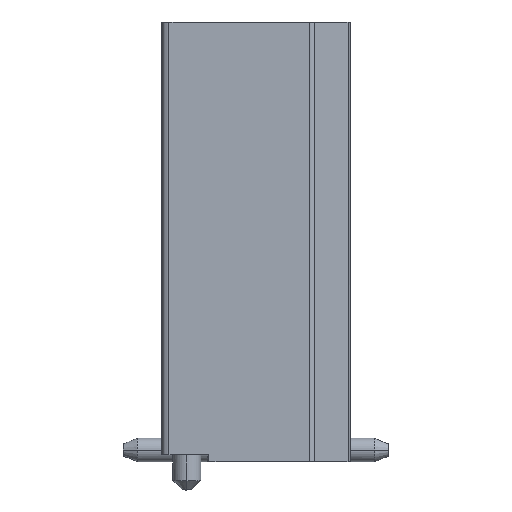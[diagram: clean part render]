
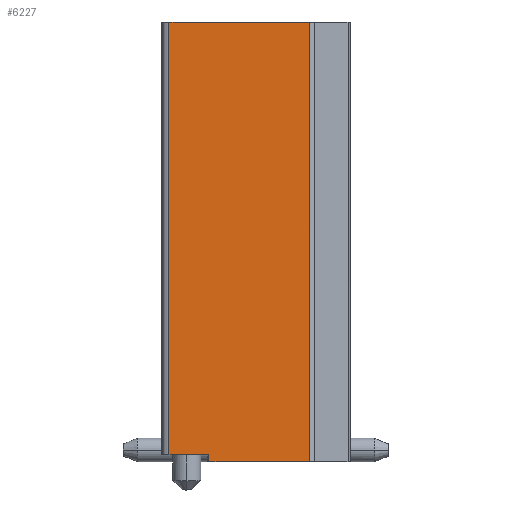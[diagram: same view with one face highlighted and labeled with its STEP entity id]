
A CAD part, left-side view. The second image highlights one B-rep face of the part: STEP entity #6227.
In plain terms, the highlighted planar face has unit normal (-1, 0, 0).
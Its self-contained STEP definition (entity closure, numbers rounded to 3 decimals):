
#53=CARTESIAN_POINT('',(-6.35,1.,-3.1));
#54=VERTEX_POINT('',#53);
#61=CARTESIAN_POINT('',(-6.35,1.,-2.95));
#62=VERTEX_POINT('',#61);
#63=CARTESIAN_POINT('',(-6.35,1.,-3.1));
#64=DIRECTION('',(0.,0.,1.));
#65=VECTOR('',#64,0.15);
#66=LINE('',#63,#65);
#67=EDGE_CURVE('',#54,#62,#66,.T.);
#134=CARTESIAN_POINT('',(-6.35,-1.138,-3.1));
#135=VERTEX_POINT('',#134);
#143=CARTESIAN_POINT('',(-6.35,-1.138,-3.1));
#144=DIRECTION('',(0.,1.,0.));
#145=VECTOR('',#144,2.138);
#146=LINE('',#143,#145);
#147=EDGE_CURVE('',#135,#54,#146,.T.);
#165=CARTESIAN_POINT('',(-6.35,1.85,-2.95));
#166=VERTEX_POINT('',#165);
#167=CARTESIAN_POINT('',(-6.35,1.,-2.95));
#168=DIRECTION('',(0.,1.,0.));
#169=VECTOR('',#168,0.85);
#170=LINE('',#167,#169);
#171=EDGE_CURVE('',#62,#166,#170,.T.);
#6195=CARTESIAN_POINT('',(-6.35,2.848,1.537));
#6196=DIRECTION('',(0.,0.,1.));
#6197=DIRECTION('',(-1.,0.,0.));
#6198=AXIS2_PLACEMENT_3D('',#6195,#6197,#6196);
#6199=PLANE('',#6198);
#6200=ORIENTED_EDGE('',*,*,#67,.F.);
#6201=ORIENTED_EDGE('',*,*,#147,.F.);
#6202=CARTESIAN_POINT('',(-6.35,-1.138,6.25));
#6203=VERTEX_POINT('',#6202);
#6204=CARTESIAN_POINT('',(-6.35,-1.138,-3.1));
#6205=DIRECTION('',(0.,0.,1.));
#6206=VECTOR('',#6205,9.35);
#6207=LINE('',#6204,#6206);
#6208=EDGE_CURVE('',#135,#6203,#6207,.T.);
#6209=ORIENTED_EDGE('E455',*,*,#6208,.T.);
#6210=CARTESIAN_POINT('',(-6.35,1.85,6.25));
#6211=VERTEX_POINT('',#6210);
#6212=CARTESIAN_POINT('',(-6.35,-1.138,6.25));
#6213=DIRECTION('',(0.,1.,0.));
#6214=VECTOR('',#6213,2.988);
#6215=LINE('',#6212,#6214);
#6216=EDGE_CURVE('',#6203,#6211,#6215,.T.);
#6217=ORIENTED_EDGE('E456',*,*,#6216,.T.);
#6218=CARTESIAN_POINT('',(-6.35,1.85,6.25));
#6219=DIRECTION('',(0.,0.,-1.));
#6220=VECTOR('',#6219,9.2);
#6221=LINE('',#6218,#6220);
#6222=EDGE_CURVE('',#6211,#166,#6221,.T.);
#6223=ORIENTED_EDGE('E457',*,*,#6222,.T.);
#6224=ORIENTED_EDGE('E457',*,*,#171,.F.);
#6225=EDGE_LOOP('',(#6200,#6201,#6209,#6217,#6223,#6224));
#6226=FACE_OUTER_BOUND('',#6225,.T.);
#6227=ADVANCED_FACE('F151',(#6226),#6199,.T.);
